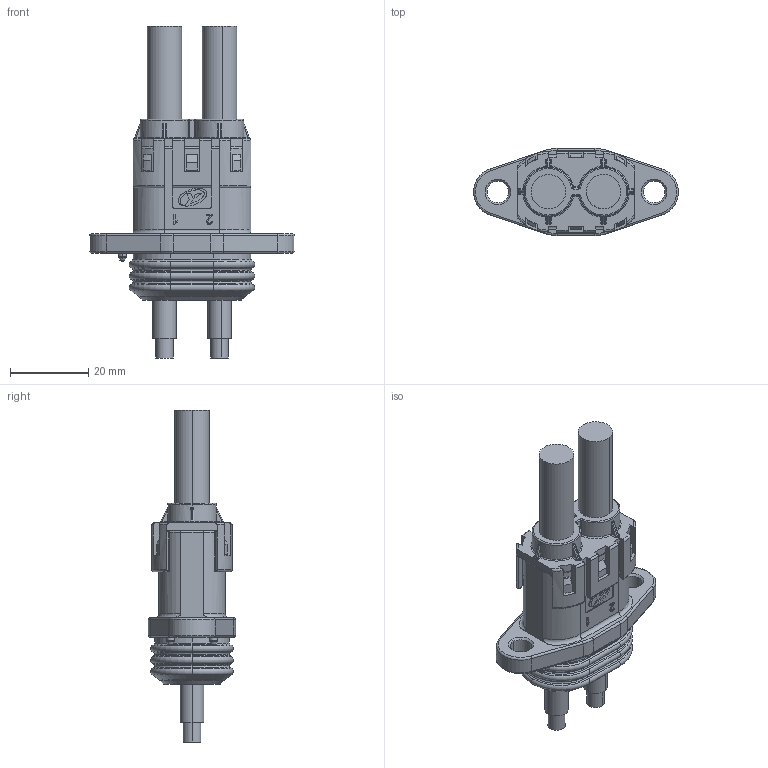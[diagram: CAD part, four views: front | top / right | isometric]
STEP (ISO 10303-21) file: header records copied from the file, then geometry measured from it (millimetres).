
FILE_DESCRIPTION (( 'STEP AP214' ), '1' );
FILE_NAME ('YG196-537-B-10¿Í»§°æ.STEP', '2024-11-15T09:24:58', ( '' ), ( '' ), 'SwSTEP 2.0', 'SolidWorks 2023', '' );
FILE_SCHEMA (( 'AUTOMOTIVE_DESIGN' ));
Length unit declared in the file: millimetre
Products named in the file (1): YG196-537-B-10客户版
Bounding box: 52.46 x 22.3 x 85 mm (x, y, z)
Volume: 26878.6 mm3; surface area: 10602 mm2
Topology: 1 solids, 3 shells, 661 faces, 1719 edges, 1079 vertices
Faces by surface type: plane 321, cylinder 165, torus 91, cone 48, bspline 32, sphere 4
Entity records: 23611 total; most frequent: CARTESIAN_POINT 7446, ORIENTED_EDGE 3430, DIRECTION 3317, EDGE_CURVE 1715, AXIS2_PLACEMENT_3D 1130, VERTEX_POINT 1079, LINE 1057, VECTOR 1057
